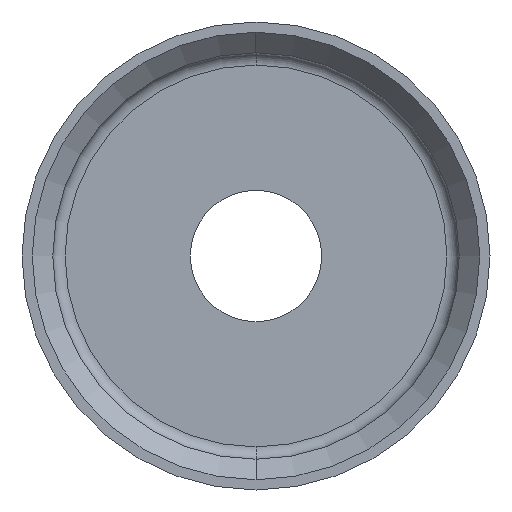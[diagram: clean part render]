
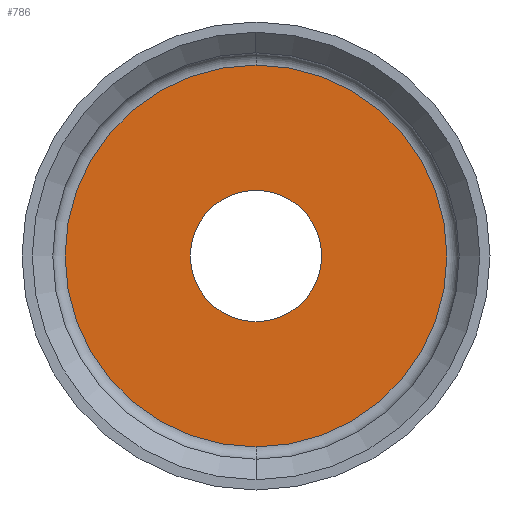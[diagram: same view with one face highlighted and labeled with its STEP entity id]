
A CAD part, left-side view. The second image highlights one B-rep face of the part: STEP entity #786.
In plain terms, the highlighted planar face has unit normal (-1, 0, 0).
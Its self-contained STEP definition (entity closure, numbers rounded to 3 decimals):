
#11=CARTESIAN_POINT('',(-2.,0.,0.));
#12=DIRECTION('',(1.,0.,0.));
#13=DIRECTION('',(0.,-1.,0.));
#14=AXIS2_PLACEMENT_3D('',#11,#12,#13);
#16=CARTESIAN_POINT('',(-2.,0.,0.));
#17=DIRECTION('',(1.,0.,0.));
#18=DIRECTION('',(0.,1.,0.));
#19=AXIS2_PLACEMENT_3D('',#16,#17,#18);
#21=CARTESIAN_POINT('',(-2.,0.,0.));
#22=DIRECTION('',(1.,0.,0.));
#23=DIRECTION('',(0.,0.,1.));
#24=AXIS2_PLACEMENT_3D('',#21,#22,#23);
#26=CARTESIAN_POINT('',(-2.,0.,0.));
#27=DIRECTION('',(1.,0.,0.));
#28=DIRECTION('',(0.,0.,-1.));
#29=AXIS2_PLACEMENT_3D('',#26,#27,#28);
#714=CARTESIAN_POINT('',(-2.,0.,-4.65));
#715=VERTEX_POINT('',#714);
#716=CARTESIAN_POINT('',(-2.,0.,4.65));
#717=VERTEX_POINT('',#716);
#738=CARTESIAN_POINT('',(-2.,-1.6,0.));
#739=CARTESIAN_POINT('',(-2.,1.6,0.));
#740=VERTEX_POINT('',#738);
#741=VERTEX_POINT('',#739);
#770=CARTESIAN_POINT('',(-2.,0.,0.));
#771=DIRECTION('',(-1.,0.,0.));
#772=DIRECTION('',(0.,0.,1.));
#773=AXIS2_PLACEMENT_3D('',#770,#771,#772);
#774=PLANE('',#773);
#775=ORIENTED_EDGE('',*,*,#759,.T.);
#777=ORIENTED_EDGE('',*,*,#776,.T.);
#778=EDGE_LOOP('',(#775,#777));
#779=FACE_OUTER_BOUND('',#778,.F.);
#781=ORIENTED_EDGE('',*,*,#780,.F.);
#783=ORIENTED_EDGE('',*,*,#782,.F.);
#784=EDGE_LOOP('',(#781,#783));
#785=FACE_BOUND('',#784,.F.);
#786=ADVANCED_FACE('',(#779,#785),#774,.T.);
#15=CIRCLE('',#14,1.6);
#20=CIRCLE('',#19,1.6);
#25=CIRCLE('',#24,4.65);
#30=CIRCLE('',#29,4.65);
#759=EDGE_CURVE('',#717,#715,#25,.T.);
#776=EDGE_CURVE('',#715,#717,#30,.T.);
#780=EDGE_CURVE('',#740,#741,#15,.T.);
#782=EDGE_CURVE('',#741,#740,#20,.T.);
